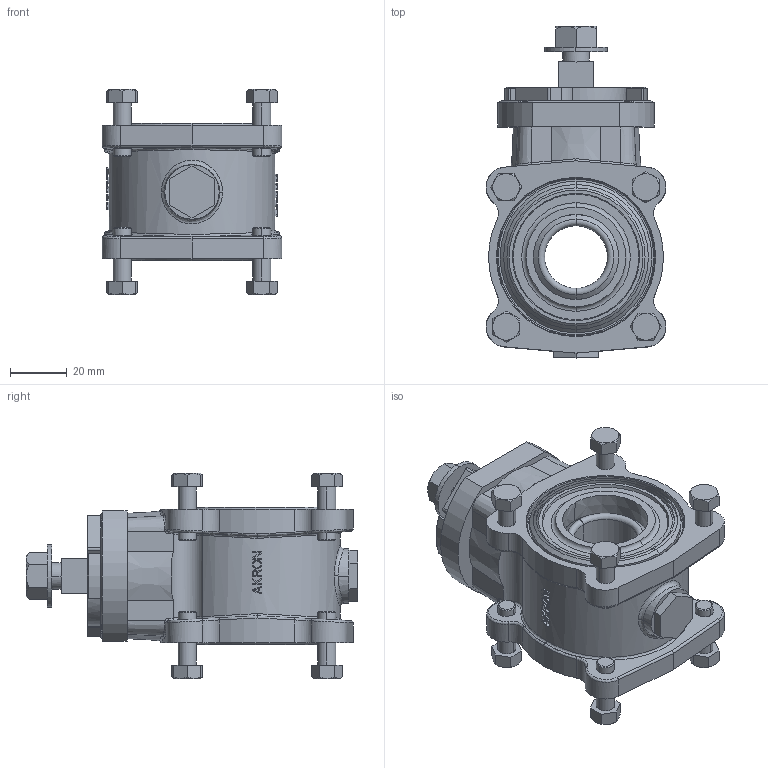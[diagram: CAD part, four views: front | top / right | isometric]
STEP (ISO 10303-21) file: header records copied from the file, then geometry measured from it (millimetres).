
FILE_DESCRIPTION((''),'2;1');
FILE_NAME('8810_1','2012-01-24T',('sobri'),(''),'PRO/ENGINEER BY PARAMETRIC TECHNOLOGY CORPORATION, 2011180','PRO/ENGINEER BY PARAMETRIC TECHNOLOGY CORPORATION, 2011180','');
FILE_SCHEMA(('CONFIG_CONTROL_DESIGN'));
Length unit declared in the file: inch
Products named in the file (1): 8810_1
Bounding box: 63.68 x 117.51 x 72.72 mm (x, y, z)
Volume: 166786 mm3; surface area: 69067.1 mm2
Topology: 2 solids, 3 shells, 1038 faces, 2537 edges, 1604 vertices
Faces by surface type: plane 501, cylinder 273, cone 162, bspline 58, torus 38, sphere 6
Entity records: 37818 total; most frequent: CARTESIAN_POINT 13859, ORIENTED_EDGE 5070, DIRECTION 4800, EDGE_CURVE 2535, AXIS2_PLACEMENT_3D 1775, VERTEX_POINT 1604, VECTOR 1250, LINE 1250
